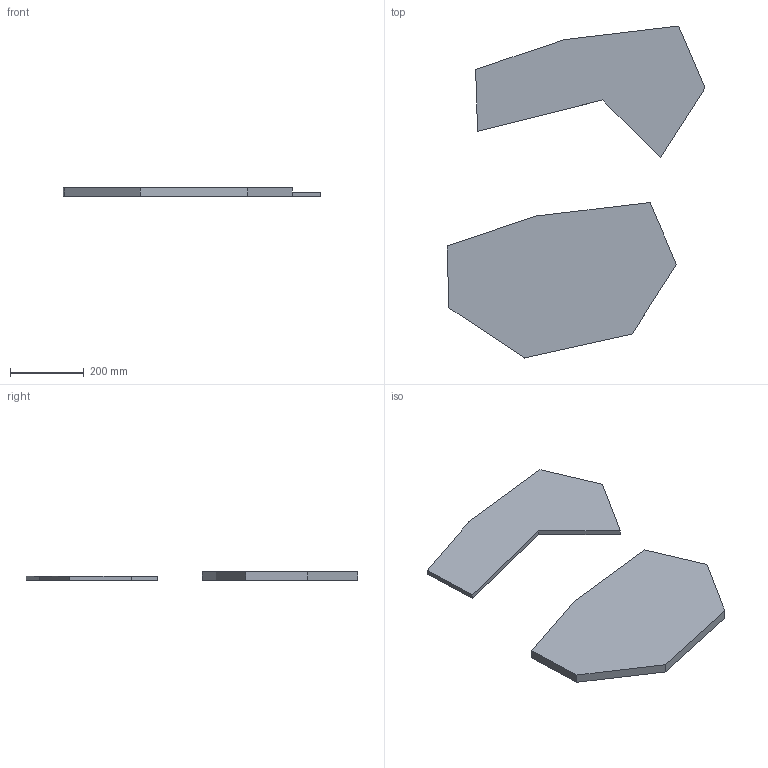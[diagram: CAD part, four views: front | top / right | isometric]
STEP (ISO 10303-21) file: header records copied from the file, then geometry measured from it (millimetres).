
FILE_DESCRIPTION(/* description */ (''),/* implementation_level */ '2;1');
FILE_NAME(/* name */ '02_polygon_multi',/* time_stamp */ '2026-02-21T20:48:02+09:00',/* author */ (''),/* organization */ (''),/* preprocessor_version */ 'ST-DEVELOPER v19.2',/* originating_system */ 'Rhino 8.28',/* authorisation */ '');
FILE_SCHEMA (('CONFIG_CONTROL_DESIGN'));
Length unit declared in the file: millimetre
Products named in the file (1): Document
Bounding box: 698.01 x 898.36 x 24 mm (x, y, z)
Volume: 6036342.6 mm3; surface area: 691957.8 mm2
Topology: 2 solids, 2 shells, 18 faces, 42 edges, 28 vertices
Faces by surface type: plane 18
Entity records: 530 total; most frequent: CARTESIAN_POINT 132, ORIENTED_EDGE 84, EDGE_CURVE 42, B_SPLINE_CURVE_WITH_KNOTS 42, VERTEX_POINT 28, DIRECTION 22, AXIS2_PLACEMENT_3D 20, ADVANCED_FACE 18
